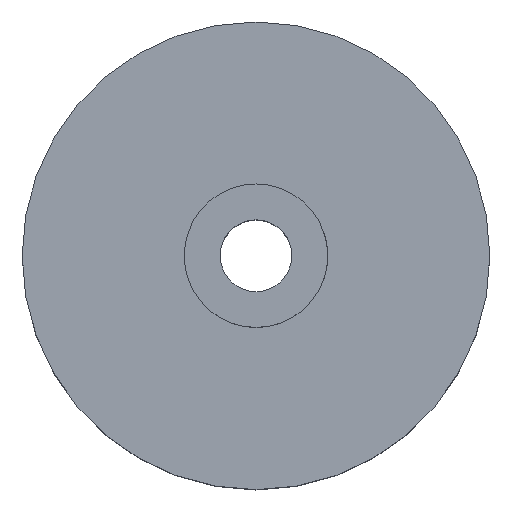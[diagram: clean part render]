
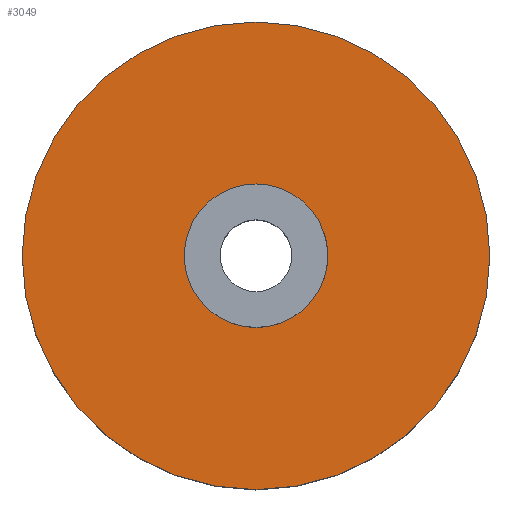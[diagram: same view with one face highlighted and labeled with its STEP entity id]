
A CAD part, top view. The second image highlights one B-rep face of the part: STEP entity #3049.
In plain terms, the highlighted planar face has unit normal (0, 0, 1).
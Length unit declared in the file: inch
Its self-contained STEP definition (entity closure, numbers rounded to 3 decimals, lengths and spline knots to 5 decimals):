
#185 = CARTESIAN_POINT ( 'NONE',  ( 0.25, 0., 0.1875 ) ) ;
#208 = VERTEX_POINT ( 'NONE', #564 ) ;
#210 = VERTEX_POINT ( 'NONE', #560 ) ;
#218 = VERTEX_POINT ( 'NONE', #550 ) ;
#220 = VERTEX_POINT ( 'NONE', #185 ) ;
#550 = CARTESIAN_POINT ( 'NONE',  ( 0.815, 0., 0.1875 ) ) ;
#560 = CARTESIAN_POINT ( 'NONE',  ( -0.25, 0., 0.1875 ) ) ;
#564 = CARTESIAN_POINT ( 'NONE',  ( -0.815, 0., 0.1875 ) ) ;
#963 = DIRECTION ( 'NONE',  ( 1., 0., 0. ) ) ;
#964 = DIRECTION ( 'NONE',  ( 0., 0., 1. ) ) ;
#970 = CARTESIAN_POINT ( 'NONE',  ( 0., 0., 0.1875 ) ) ;
#1009 = DIRECTION ( 'NONE',  ( -1., 0., 0. ) ) ;
#1012 = DIRECTION ( 'NONE',  ( 0., 0., -1. ) ) ;
#1015 = PLANE ( 'NONE',  #2888 ) ;
#1018 = CARTESIAN_POINT ( 'NONE',  ( 0., -0.25, 0.1875 ) ) ;
#1237 = DIRECTION ( 'NONE',  ( 1., 0., 0. ) ) ;
#1238 = DIRECTION ( 'NONE',  ( 0., 0., 1. ) ) ;
#1244 = CARTESIAN_POINT ( 'NONE',  ( 0., 0., 0.1875 ) ) ;
#1316 = DIRECTION ( 'NONE',  ( 1., 0., 0. ) ) ;
#1317 = DIRECTION ( 'NONE',  ( 0., 0., 1. ) ) ;
#1319 = CARTESIAN_POINT ( 'NONE',  ( 0., 0., 0.1875 ) ) ;
#1558 = DIRECTION ( 'NONE',  ( 1., 0., 0. ) ) ;
#1559 = DIRECTION ( 'NONE',  ( 0., 0., 1. ) ) ;
#1566 = CARTESIAN_POINT ( 'NONE',  ( 0., 0., 0.1875 ) ) ;
#2093 = EDGE_LOOP ( 'NONE', ( #2699, #2698 ) ) ;
#2096 = EDGE_LOOP ( 'NONE', ( #2701, #2700 ) ) ;
#2698 = ORIENTED_EDGE ( 'NONE', *, *, #4043, .T. ) ;
#2699 = ORIENTED_EDGE ( 'NONE', *, *, #3304, .T. ) ;
#2700 = ORIENTED_EDGE ( 'NONE', *, *, #3117, .F. ) ;
#2701 = ORIENTED_EDGE ( 'NONE', *, *, #3281, .F. ) ;
#2888 = AXIS2_PLACEMENT_3D ( 'NONE', #1018, #1012, #1009 ) ;
#2955 = AXIS2_PLACEMENT_3D ( 'NONE', #1566, #1559, #1558 ) ;
#2961 = AXIS2_PLACEMENT_3D ( 'NONE', #1319, #1317, #1316 ) ;
#2976 = AXIS2_PLACEMENT_3D ( 'NONE', #1244, #1238, #1237 ) ;
#2989 = AXIS2_PLACEMENT_3D ( 'NONE', #970, #964, #963 ) ;
#3049 = ADVANCED_FACE ( 'NONE', ( #3640, #3645 ), #1015, .F. ) ;
#3117 = EDGE_CURVE ( 'NONE', #210, #220, #3731, .T. ) ;
#3281 = EDGE_CURVE ( 'NONE', #220, #210, #3821, .T. ) ;
#3304 = EDGE_CURVE ( 'NONE', #218, #208, #3854, .T. ) ;
#3640 = FACE_BOUND ( 'NONE', #2096, .T. ) ;
#3645 = FACE_OUTER_BOUND ( 'NONE', #2093, .T. ) ;
#3731 = CIRCLE ( 'NONE', #2955, 0.25 ) ;
#3821 = CIRCLE ( 'NONE', #2961, 0.25 ) ;
#3854 = CIRCLE ( 'NONE', #2976, 0.815 ) ;
#3948 = CIRCLE ( 'NONE', #2989, 0.815 ) ;
#4043 = EDGE_CURVE ( 'NONE', #208, #218, #3948, .T. ) ;
